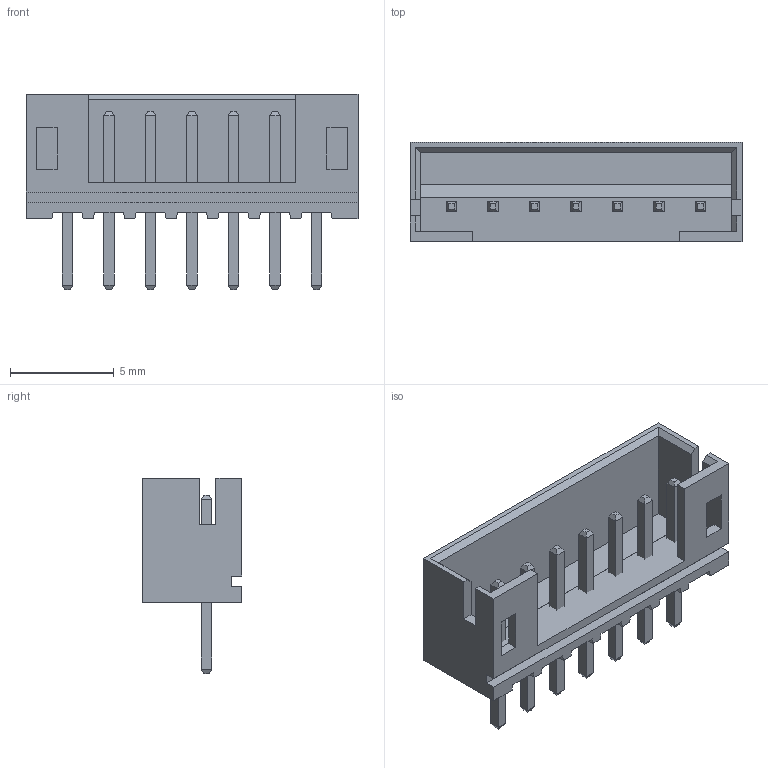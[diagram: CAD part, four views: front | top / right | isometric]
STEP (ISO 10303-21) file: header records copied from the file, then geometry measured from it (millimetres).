
FILE_DESCRIPTION(('STEP AP214'), '1');
FILE_NAME('DS1066', '2019-04-17T17:28:22', ('Nobody'), (''), 'ASCON STEP Converter 1.3', 'ASCON Math Kernel', '');
FILE_SCHEMA(('AUTOMOTIVE_DESIGN { 1 0 10303 214 3 1 1}'));
Length unit declared in the file: millimetre
Assembly tree (8 placements, depth 2):
  (unnamed)
    (unnamed)
    (unnamed)  x7
Bounding box: 16 x 4.8 x 9.4 mm (x, y, z)
Volume: 165 mm3; surface area: 640.8 mm2
Topology: 8 solids, 8 shells, 172 faces, 416 edges, 258 vertices
Faces by surface type: plane 172
Entity records: 3786 total; most frequent: CARTESIAN_POINT 507, ORIENTED_EDGE 496, DIRECTION 442, EDGE_CURVE 248, LINE 248, VECTOR 248, VERTEX_POINT 162, AXIS2_PLACEMENT_3D 97
